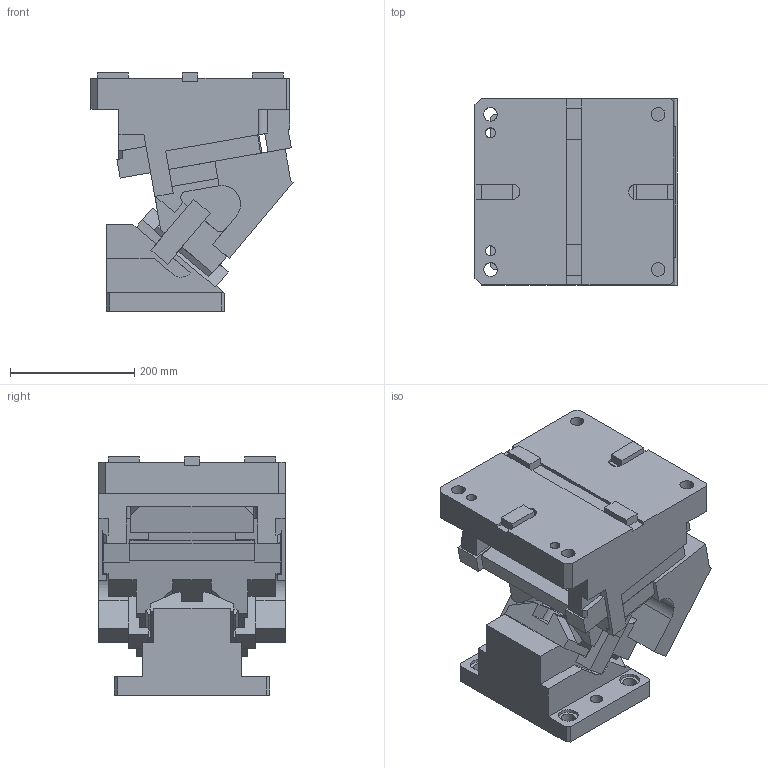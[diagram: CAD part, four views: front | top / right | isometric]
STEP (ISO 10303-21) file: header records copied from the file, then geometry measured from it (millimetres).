
FILE_DESCRIPTION(('CATIA V5 STEP Exchange'),'2;1');
FILE_NAME('CACN_300_40.stp','2015-04-27T10:29:13+00:00',('none'),('none'),'CATIA Version 5 Release 19 SP 2 (IN-10)','CATIA V5 STEP AP203','none');
FILE_SCHEMA(('CONFIG_CONTROL_DESIGN'));
Length unit declared in the file: millimetre
Products named in the file (1): CACN_300_40
Bounding box: 325.46 x 300 x 384 mm (x, y, z)
Volume: 19737898.5 mm3; surface area: 1086446.8 mm2
Topology: 3 solids, 3 shells, 323 faces, 937 edges, 628 vertices
Faces by surface type: plane 251, cylinder 72
Entity records: 11145 total; most frequent: CARTESIAN_POINT 2955, ORIENTED_EDGE 1874, DIRECTION 1362, EDGE_CURVE 937, VECTOR 781, LINE 781, VERTEX_POINT 628, EDGE_LOOP 357
